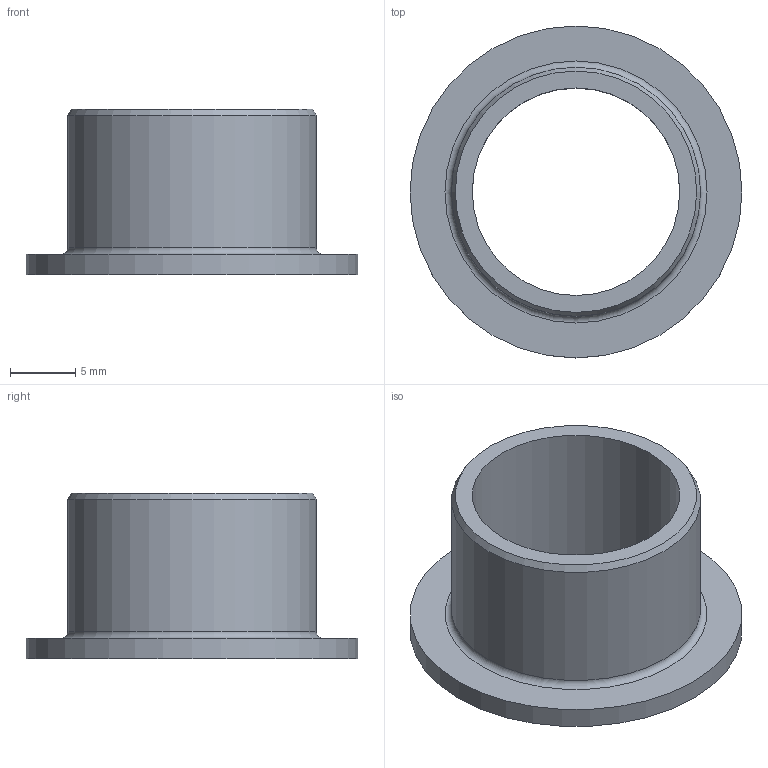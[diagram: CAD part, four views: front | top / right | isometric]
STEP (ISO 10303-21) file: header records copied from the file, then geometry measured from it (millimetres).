
FILE_DESCRIPTION(/* description */ ('Flanged plastic bearing'),/* implementation_level */ '2;1');
FILE_NAME(/* name */ 'PB_Bearing_JFI-1012-08.ipt.step',/* time_stamp */ '2014-01-07T11:16:02-08:00',/* author */ ('Autodesk, Inc.'),/* organization */ ('Autodesk, Inc.'),/* preprocessor_version */ 'ST-DEVELOPER v15.2',/* originating_system */ 'Autodesk Inventor 2014',/* authorisation */ '');
FILE_SCHEMA (('CONFIG_CONTROL_DESIGN','AUTOMOTIVE_DESIGN { 1 0 10303 214 3 1 1 }'));
Length unit declared in the file: millimetre
Products named in the file (1): PB_Bearing_JFI-1012-08
Bounding box: 25.4 x 25.4 x 12.7 mm (x, y, z)
Volume: 1454.1 mm3; surface area: 2016.8 mm2
Topology: 1 solids, 1 shells, 8 faces, 14 edges, 9 vertices
Faces by surface type: cylinder 3, plane 3, torus 1, cone 1
Full cylindrical faces by diameter (mm): 15.875 x1, 19.05 x1, 25.4 x1
Entity records: 189 total; most frequent: DIRECTION 34, CARTESIAN_POINT 25, AXIS2_PLACEMENT_3D 17, EDGE_LOOP 16, ORIENTED_EDGE 16, FACE_BOUND 8, FACE_OUTER_BOUND 8, CIRCLE 8
